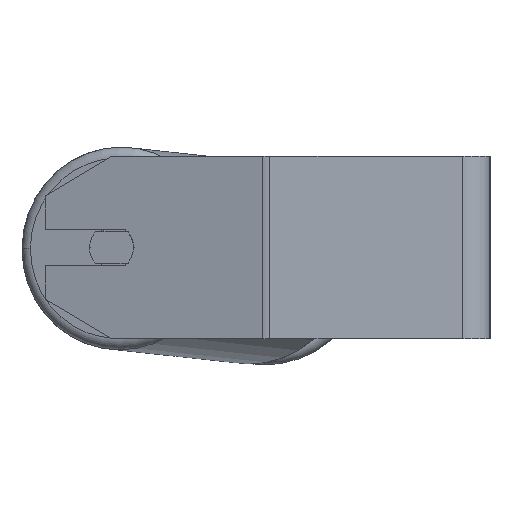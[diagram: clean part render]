
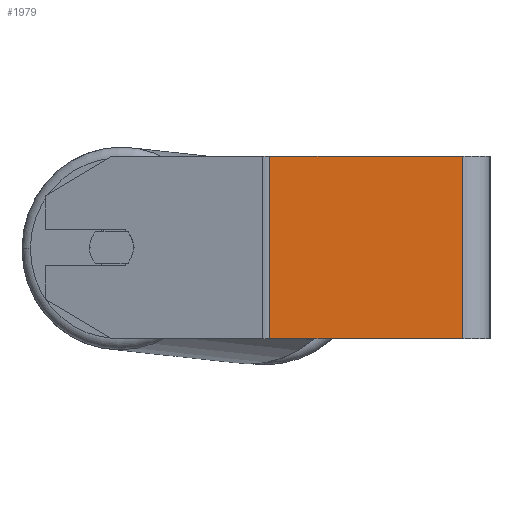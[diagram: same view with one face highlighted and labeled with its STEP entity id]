
A CAD part, left-side view. The second image highlights one B-rep face of the part: STEP entity #1979.
In plain terms, the highlighted planar face has unit normal (-1, 0, 0).
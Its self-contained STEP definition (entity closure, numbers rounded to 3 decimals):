
#91 = DIRECTION ( 'NONE',  ( 0., -1., 0. ) ) ;
#326 = CARTESIAN_POINT ( 'NONE',  ( -400., 96.607, 40. ) ) ;
#464 = VECTOR ( 'NONE', #3475, 1000. ) ;
#1058 = DIRECTION ( 'NONE',  ( 1., 0., 0. ) ) ;
#1123 = DIRECTION ( 'NONE',  ( 0., 0., -1. ) ) ;
#1250 = ORIENTED_EDGE ( 'NONE', *, *, #7386, .T. ) ;
#1505 = CARTESIAN_POINT ( 'NONE',  ( -400., 98.186, -40. ) ) ;
#1698 = EDGE_CURVE ( 'NONE', #2350, #2128, #6160, .T. ) ;
#1740 = EDGE_CURVE ( 'NONE', #2070, #6505, #2119, .T. ) ;
#1979 = ADVANCED_FACE ( 'NONE', ( #6543 ), #4508, .F. ) ;
#2014 = LINE ( 'NONE', #6764, #464 ) ;
#2070 = VERTEX_POINT ( 'NONE', #4599 ) ;
#2119 = LINE ( 'NONE', #1505, #3709 ) ;
#2128 = VERTEX_POINT ( 'NONE', #6150 ) ;
#2204 = CARTESIAN_POINT ( 'NONE',  ( -400., 96.607, 40. ) ) ;
#2271 = EDGE_LOOP ( 'NONE', ( #7485, #3298, #7613, #1250 ) ) ;
#2350 = VERTEX_POINT ( 'NONE', #2204 ) ;
#2480 = VECTOR ( 'NONE', #1123, 1000. ) ;
#3298 = ORIENTED_EDGE ( 'NONE', *, *, #3657, .F. ) ;
#3466 = CARTESIAN_POINT ( 'NONE',  ( -400., 12., -40. ) ) ;
#3475 = DIRECTION ( 'NONE',  ( 0., 0., -1. ) ) ;
#3657 = EDGE_CURVE ( 'NONE', #2128, #6505, #2014, .T. ) ;
#3709 = VECTOR ( 'NONE', #6775, 1000. ) ;
#4412 = CARTESIAN_POINT ( 'NONE',  ( -400., 98.186, 40. ) ) ;
#4508 = PLANE ( 'NONE',  #7685 ) ;
#4599 = CARTESIAN_POINT ( 'NONE',  ( -400., 96.607, -40. ) ) ;
#4739 = CARTESIAN_POINT ( 'NONE',  ( -400., 98.186, 40. ) ) ;
#4873 = VECTOR ( 'NONE', #91, 1000. ) ;
#6150 = CARTESIAN_POINT ( 'NONE',  ( -400., 12., 40. ) ) ;
#6160 = LINE ( 'NONE', #4739, #4873 ) ;
#6396 = LINE ( 'NONE', #326, #2480 ) ;
#6505 = VERTEX_POINT ( 'NONE', #3466 ) ;
#6543 = FACE_OUTER_BOUND ( 'NONE', #2271, .T. ) ;
#6764 = CARTESIAN_POINT ( 'NONE',  ( -400., 12., 40. ) ) ;
#6775 = DIRECTION ( 'NONE',  ( 0., -1., 0. ) ) ;
#7255 = DIRECTION ( 'NONE',  ( 0., 0., -1. ) ) ;
#7386 = EDGE_CURVE ( 'NONE', #2350, #2070, #6396, .T. ) ;
#7485 = ORIENTED_EDGE ( 'NONE', *, *, #1740, .T. ) ;
#7613 = ORIENTED_EDGE ( 'NONE', *, *, #1698, .F. ) ;
#7685 = AXIS2_PLACEMENT_3D ( 'NONE', #4412, #1058, #7255 ) ;
